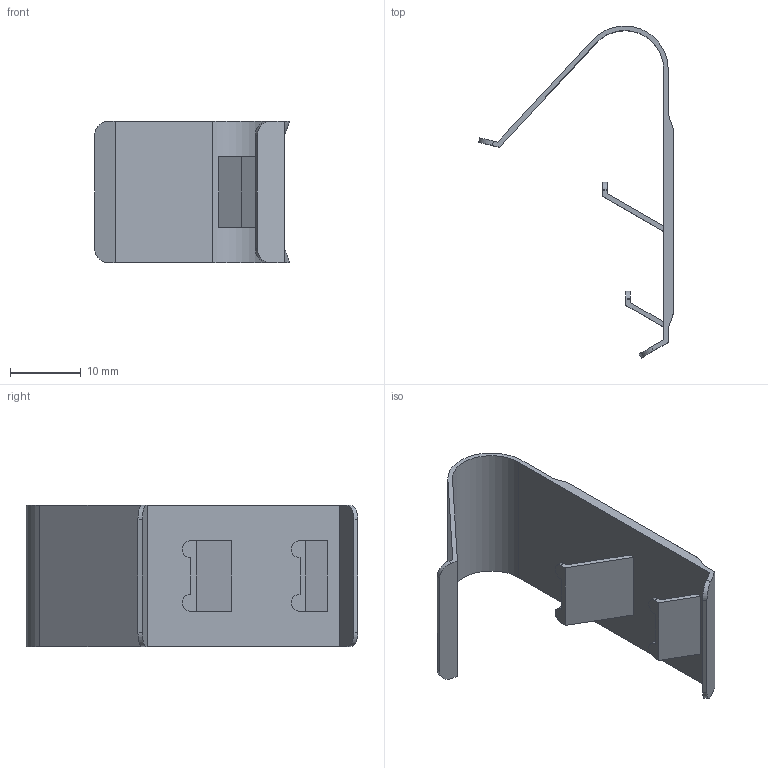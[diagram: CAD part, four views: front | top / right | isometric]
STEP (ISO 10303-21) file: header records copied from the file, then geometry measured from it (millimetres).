
FILE_DESCRIPTION((''),'2;1');
FILE_NAME('6065600','2012-09-12T',('AndreasKeweloh'),(''),'PRO/ENGINEER BY PARAMETRIC TECHNOLOGY CORPORATION, 2012230','PRO/ENGINEER BY PARAMETRIC TECHNOLOGY CORPORATION, 2012230','');
FILE_SCHEMA(('CONFIG_CONTROL_DESIGN'));
Length unit declared in the file: millimetre
Products named in the file (1): 6065600
Bounding box: 27.58 x 47 x 20 mm (x, y, z)
Surface area: 3715.5 mm2 (no closed solid volume)
Topology: 0 solids, 1 shells, 64 faces, 176 edges, 116 vertices
Faces by surface type: plane 30, cylinder 18, bspline 8, torus 4, cone 4
Entity records: 2281 total; most frequent: CARTESIAN_POINT 623, ORIENTED_EDGE 352, DIRECTION 320, EDGE_CURVE 176, VERTEX_POINT 116, AXIS2_PLACEMENT_3D 108, VECTOR 104, LINE 104
